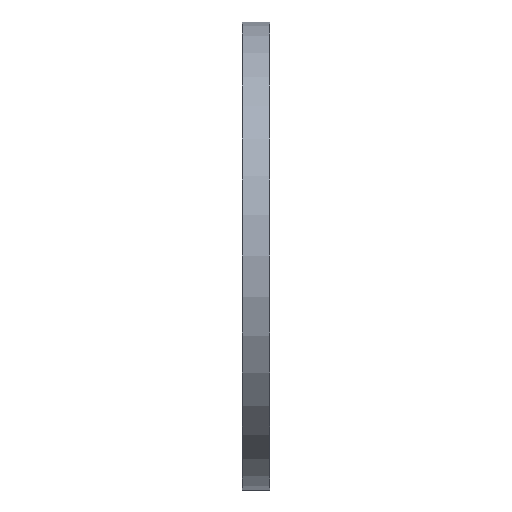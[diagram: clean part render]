
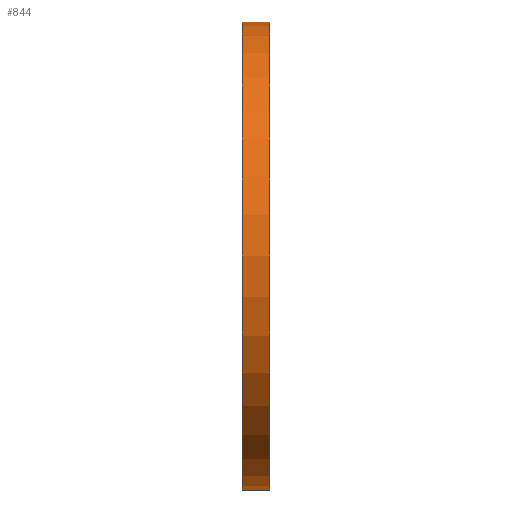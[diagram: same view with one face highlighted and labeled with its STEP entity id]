
A CAD part, left-side view. The second image highlights one B-rep face of the part: STEP entity #844.
In plain terms, the highlighted cylindrical face has radius 252.5 mm (diameter 505 mm), a partial arc.
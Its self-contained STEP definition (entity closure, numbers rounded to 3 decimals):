
#32 = VERTEX_POINT ( 'NONE', #221 ) ;
#55 = CYLINDRICAL_SURFACE ( 'NONE', #894, 252.5 ) ;
#62 = DIRECTION ( 'NONE',  ( 0., 0., 1. ) ) ;
#78 = CARTESIAN_POINT ( 'NONE',  ( 0., 30., -252.5 ) ) ;
#221 = CARTESIAN_POINT ( 'NONE',  ( 0., 30., 252.5 ) ) ;
#224 = EDGE_CURVE ( 'NONE', #1003, #384, #1124, .T. ) ;
#229 = ORIENTED_EDGE ( 'NONE', *, *, #294, .T. ) ;
#243 = CIRCLE ( 'NONE', #644, 252.5 ) ;
#253 = DIRECTION ( 'NONE',  ( 0., 1., 0. ) ) ;
#283 = DIRECTION ( 'NONE',  ( 0., 1., 0. ) ) ;
#286 = DIRECTION ( 'NONE',  ( 0., 1., 0. ) ) ;
#287 = DIRECTION ( 'NONE',  ( 0., 1., 0. ) ) ;
#294 = EDGE_CURVE ( 'NONE', #384, #32, #938, .T. ) ;
#353 = VECTOR ( 'NONE', #253, 1000. ) ;
#384 = VERTEX_POINT ( 'NONE', #620 ) ;
#406 = FACE_OUTER_BOUND ( 'NONE', #731, .T. ) ;
#456 = VERTEX_POINT ( 'NONE', #78 ) ;
#468 = LINE ( 'NONE', #906, #353 ) ;
#494 = DIRECTION ( 'NONE',  ( 0., 1., 0. ) ) ;
#502 = CARTESIAN_POINT ( 'NONE',  ( 0., 34.695, 252.5 ) ) ;
#507 = EDGE_CURVE ( 'NONE', #456, #32, #243, .T. ) ;
#620 = CARTESIAN_POINT ( 'NONE',  ( 0., 0., 252.5 ) ) ;
#643 = DIRECTION ( 'NONE',  ( 0., 0., 1. ) ) ;
#644 = AXIS2_PLACEMENT_3D ( 'NONE', #1413, #287, #643 ) ;
#660 = CARTESIAN_POINT ( 'NONE',  ( 0., 0., -252.5 ) ) ;
#731 = EDGE_LOOP ( 'NONE', ( #959, #1161, #229, #1002 ) ) ;
#769 = EDGE_CURVE ( 'NONE', #1003, #456, #468, .T. ) ;
#795 = CARTESIAN_POINT ( 'NONE',  ( 0., 0., 0. ) ) ;
#844 = ADVANCED_FACE ( 'NONE', ( #406 ), #55, .T. ) ;
#894 = AXIS2_PLACEMENT_3D ( 'NONE', #942, #286, #62 ) ;
#906 = CARTESIAN_POINT ( 'NONE',  ( 0., 34.695, -252.5 ) ) ;
#938 = LINE ( 'NONE', #502, #1310 ) ;
#942 = CARTESIAN_POINT ( 'NONE',  ( 0., 34.695, 0. ) ) ;
#959 = ORIENTED_EDGE ( 'NONE', *, *, #769, .F. ) ;
#1002 = ORIENTED_EDGE ( 'NONE', *, *, #507, .F. ) ;
#1003 = VERTEX_POINT ( 'NONE', #660 ) ;
#1041 = DIRECTION ( 'NONE',  ( 0., 0., 1. ) ) ;
#1124 = CIRCLE ( 'NONE', #1381, 252.5 ) ;
#1161 = ORIENTED_EDGE ( 'NONE', *, *, #224, .T. ) ;
#1310 = VECTOR ( 'NONE', #283, 1000. ) ;
#1381 = AXIS2_PLACEMENT_3D ( 'NONE', #795, #494, #1041 ) ;
#1413 = CARTESIAN_POINT ( 'NONE',  ( 0., 30., 0. ) ) ;
